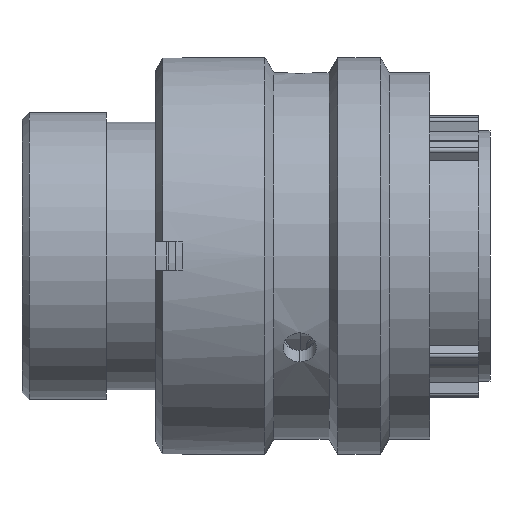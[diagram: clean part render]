
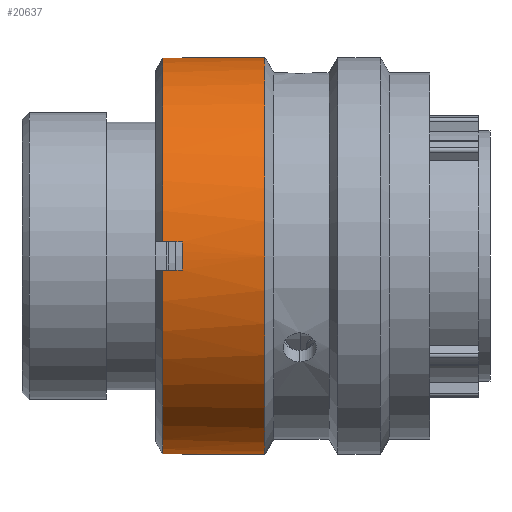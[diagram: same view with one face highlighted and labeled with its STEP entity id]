
A CAD part, front view. The second image highlights one B-rep face of the part: STEP entity #20637.
In plain terms, the highlighted cylindrical face has radius 14.15 mm (diameter 28.3 mm), a partial arc.
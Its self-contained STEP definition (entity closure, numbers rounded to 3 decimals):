
#2 = VECTOR ( 'NONE', #37429, 1000. ) ;
#572 = DIRECTION ( 'NONE',  ( 0., 0., -1. ) ) ;
#1100 = DIRECTION ( 'NONE',  ( 0., 0., -1. ) ) ;
#1897 = EDGE_CURVE ( 'NONE', #19031, #48232, #52747, .T. ) ;
#3064 = ORIENTED_EDGE ( 'NONE', *, *, #24758, .T. ) ;
#3135 = CARTESIAN_POINT ( 'NONE',  ( 17.324, 0., -14.15 ) ) ;
#3361 = EDGE_CURVE ( 'NONE', #4678, #42794, #49534, .T. ) ;
#4678 = VERTEX_POINT ( 'NONE', #29688 ) ;
#6535 = DIRECTION ( 'NONE',  ( 1., 0., 0. ) ) ;
#7084 = CARTESIAN_POINT ( 'NONE',  ( 11.42, -14.115, 1. ) ) ;
#7467 = ORIENTED_EDGE ( 'NONE', *, *, #50741, .T. ) ;
#8279 = CIRCLE ( 'NONE', #49964, 14.15 ) ;
#8551 = CARTESIAN_POINT ( 'NONE',  ( 10.02, -14.115, -1. ) ) ;
#8575 = CYLINDRICAL_SURFACE ( 'NONE', #9575, 14.15 ) ;
#8775 = AXIS2_PLACEMENT_3D ( 'NONE', #42681, #46810, #31572 ) ;
#8857 = ORIENTED_EDGE ( 'NONE', *, *, #18435, .T. ) ;
#9274 = VECTOR ( 'NONE', #41920, 1000. ) ;
#9309 = ORIENTED_EDGE ( 'NONE', *, *, #42226, .F. ) ;
#9575 = AXIS2_PLACEMENT_3D ( 'NONE', #23531, #19797, #27965 ) ;
#9762 = VERTEX_POINT ( 'NONE', #41174 ) ;
#10564 = AXIS2_PLACEMENT_3D ( 'NONE', #27076, #6535, #27256 ) ;
#12315 = CARTESIAN_POINT ( 'NONE',  ( 10.02, 0., 0. ) ) ;
#12719 = CARTESIAN_POINT ( 'NONE',  ( 10.02, 0., 0. ) ) ;
#13438 = CARTESIAN_POINT ( 'NONE',  ( 17.324, 0., 0. ) ) ;
#13687 = VECTOR ( 'NONE', #46463, 1000. ) ;
#13780 = VECTOR ( 'NONE', #43523, 1000. ) ;
#14214 = EDGE_CURVE ( 'NONE', #15270, #46732, #23349, .T. ) ;
#15100 = AXIS2_PLACEMENT_3D ( 'NONE', #12315, #33306, #45008 ) ;
#15270 = VERTEX_POINT ( 'NONE', #7084 ) ;
#16597 = VERTEX_POINT ( 'NONE', #22634 ) ;
#16745 = CARTESIAN_POINT ( 'NONE',  ( 11.42, 0., 14.15 ) ) ;
#17169 = ORIENTED_EDGE ( 'NONE', *, *, #49996, .F. ) ;
#18063 = CARTESIAN_POINT ( 'NONE',  ( 29.07, 0., -14.15 ) ) ;
#18435 = EDGE_CURVE ( 'NONE', #48232, #9762, #34813, .T. ) ;
#19031 = VERTEX_POINT ( 'NONE', #8551 ) ;
#19797 = DIRECTION ( 'NONE',  ( 1., 0., 0. ) ) ;
#19927 = EDGE_CURVE ( 'NONE', #42140, #4678, #34934, .T. ) ;
#20325 = ORIENTED_EDGE ( 'NONE', *, *, #3361, .T. ) ;
#20637 = ADVANCED_FACE ( 'NONE', ( #46329 ), #8575, .T. ) ;
#20888 = EDGE_CURVE ( 'NONE', #9762, #25819, #37867, .T. ) ;
#20971 = VERTEX_POINT ( 'NONE', #16745 ) ;
#22634 = CARTESIAN_POINT ( 'NONE',  ( 17.324, 0., 14.15 ) ) ;
#22865 = ORIENTED_EDGE ( 'NONE', *, *, #1897, .T. ) ;
#23349 = CIRCLE ( 'NONE', #8775, 14.15 ) ;
#23531 = CARTESIAN_POINT ( 'NONE',  ( 29.07, 0., 0. ) ) ;
#24758 = EDGE_CURVE ( 'NONE', #42794, #15270, #42496, .T. ) ;
#24944 = DIRECTION ( 'NONE',  ( 1., 0., 0. ) ) ;
#25138 = CARTESIAN_POINT ( 'NONE',  ( 11.42, -1., 14.115 ) ) ;
#25819 = VERTEX_POINT ( 'NONE', #32620 ) ;
#26109 = DIRECTION ( 'NONE',  ( 1., 0., 0. ) ) ;
#26821 = EDGE_CURVE ( 'NONE', #25819, #33077, #28975, .T. ) ;
#27076 = CARTESIAN_POINT ( 'NONE',  ( 11.42, 0., 0. ) ) ;
#27256 = DIRECTION ( 'NONE',  ( 0., 0., 1. ) ) ;
#27965 = DIRECTION ( 'NONE',  ( 0., 0., -1. ) ) ;
#28975 = LINE ( 'NONE', #18063, #13687 ) ;
#29688 = CARTESIAN_POINT ( 'NONE',  ( 10.02, -1., 14.115 ) ) ;
#29851 = VECTOR ( 'NONE', #43556, 1000. ) ;
#31006 = LINE ( 'NONE', #37612, #9274 ) ;
#31383 = ORIENTED_EDGE ( 'NONE', *, *, #19927, .T. ) ;
#31572 = DIRECTION ( 'NONE',  ( 0., 0., 1. ) ) ;
#31948 = CARTESIAN_POINT ( 'NONE',  ( 10.02, -14.115, 1. ) ) ;
#32303 = AXIS2_PLACEMENT_3D ( 'NONE', #12719, #33046, #572 ) ;
#32570 = LINE ( 'NONE', #42109, #2 ) ;
#32620 = CARTESIAN_POINT ( 'NONE',  ( 11.42, 0., -14.15 ) ) ;
#33046 = DIRECTION ( 'NONE',  ( 1., 0., 0. ) ) ;
#33077 = VERTEX_POINT ( 'NONE', #3135 ) ;
#33306 = DIRECTION ( 'NONE',  ( 1., 0., 0. ) ) ;
#34524 = DIRECTION ( 'NONE',  ( 1., 0., 0. ) ) ;
#34813 = LINE ( 'NONE', #47509, #13780 ) ;
#34934 = LINE ( 'NONE', #44092, #29851 ) ;
#35570 = CARTESIAN_POINT ( 'NONE',  ( 10.02, -1., -14.115 ) ) ;
#36652 = AXIS2_PLACEMENT_3D ( 'NONE', #37775, #24944, #41374 ) ;
#37429 = DIRECTION ( 'NONE',  ( 1., 0., 0. ) ) ;
#37612 = CARTESIAN_POINT ( 'NONE',  ( 29.07, -14.115, -1. ) ) ;
#37775 = CARTESIAN_POINT ( 'NONE',  ( 11.42, 0., 0. ) ) ;
#37867 = CIRCLE ( 'NONE', #36652, 14.15 ) ;
#38002 = ORIENTED_EDGE ( 'NONE', *, *, #43855, .T. ) ;
#40746 = CIRCLE ( 'NONE', #10564, 14.15 ) ;
#41174 = CARTESIAN_POINT ( 'NONE',  ( 11.42, -1., -14.115 ) ) ;
#41374 = DIRECTION ( 'NONE',  ( 0., 0., 1. ) ) ;
#41920 = DIRECTION ( 'NONE',  ( -1., 0., 0. ) ) ;
#42109 = CARTESIAN_POINT ( 'NONE',  ( 29.07, 0., 14.15 ) ) ;
#42140 = VERTEX_POINT ( 'NONE', #25138 ) ;
#42226 = EDGE_CURVE ( 'NONE', #20971, #16597, #32570, .T. ) ;
#42496 = LINE ( 'NONE', #47098, #50145 ) ;
#42681 = CARTESIAN_POINT ( 'NONE',  ( 11.42, 0., 0. ) ) ;
#42794 = VERTEX_POINT ( 'NONE', #31948 ) ;
#43523 = DIRECTION ( 'NONE',  ( 1., 0., 0. ) ) ;
#43556 = DIRECTION ( 'NONE',  ( -1., 0., 0. ) ) ;
#43855 = EDGE_CURVE ( 'NONE', #46732, #19031, #31006, .T. ) ;
#44092 = CARTESIAN_POINT ( 'NONE',  ( 29.07, -1., 14.115 ) ) ;
#45008 = DIRECTION ( 'NONE',  ( 0., 0., -1. ) ) ;
#46329 = FACE_OUTER_BOUND ( 'NONE', #50948, .T. ) ;
#46463 = DIRECTION ( 'NONE',  ( 1., 0., 0. ) ) ;
#46732 = VERTEX_POINT ( 'NONE', #50484 ) ;
#46810 = DIRECTION ( 'NONE',  ( 1., 0., 0. ) ) ;
#47098 = CARTESIAN_POINT ( 'NONE',  ( 29.07, -14.115, 1. ) ) ;
#47509 = CARTESIAN_POINT ( 'NONE',  ( 29.07, -1., -14.115 ) ) ;
#48232 = VERTEX_POINT ( 'NONE', #35570 ) ;
#49534 = CIRCLE ( 'NONE', #32303, 14.15 ) ;
#49964 = AXIS2_PLACEMENT_3D ( 'NONE', #13438, #26109, #1100 ) ;
#49996 = EDGE_CURVE ( 'NONE', #16597, #33077, #8279, .T. ) ;
#50098 = ORIENTED_EDGE ( 'NONE', *, *, #20888, .T. ) ;
#50145 = VECTOR ( 'NONE', #34524, 1000. ) ;
#50484 = CARTESIAN_POINT ( 'NONE',  ( 11.42, -14.115, -1. ) ) ;
#50741 = EDGE_CURVE ( 'NONE', #20971, #42140, #40746, .T. ) ;
#50948 = EDGE_LOOP ( 'NONE', ( #9309, #7467, #31383, #20325, #3064, #52516, #38002, #22865, #8857, #50098, #52365, #17169 ) ) ;
#52365 = ORIENTED_EDGE ( 'NONE', *, *, #26821, .T. ) ;
#52516 = ORIENTED_EDGE ( 'NONE', *, *, #14214, .T. ) ;
#52747 = CIRCLE ( 'NONE', #15100, 14.15 ) ;
